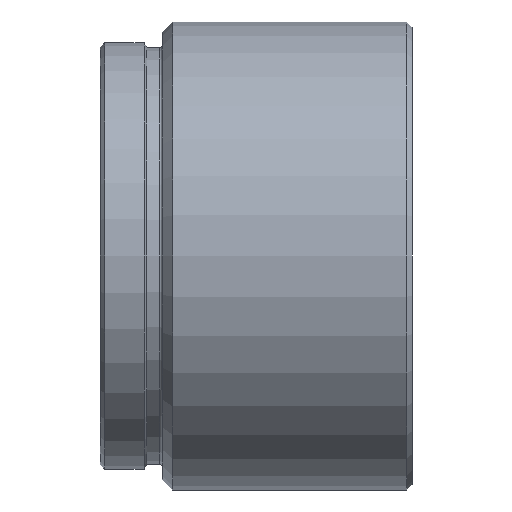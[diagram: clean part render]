
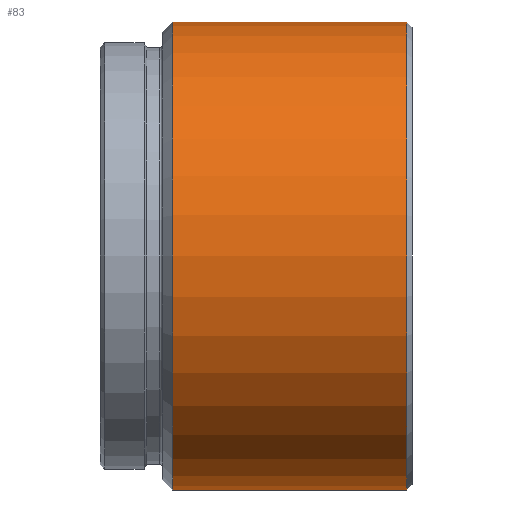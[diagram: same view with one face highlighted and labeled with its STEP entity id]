
A CAD part, front view. The second image highlights one B-rep face of the part: STEP entity #83.
In plain terms, the highlighted cylindrical face has radius 45 mm (diameter 90 mm), a partial arc.
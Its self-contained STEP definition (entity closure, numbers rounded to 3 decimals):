
#23 = CARTESIAN_POINT ( 'NONE',  ( 2., 0., -45. ) ) ;
#40 = DIRECTION ( 'NONE',  ( -1., 0., 0. ) ) ;
#56 = AXIS2_PLACEMENT_3D ( 'NONE', #390, #641, #98 ) ;
#83 = ADVANCED_FACE ( 'NONE', ( #419 ), #155, .T. ) ;
#98 = DIRECTION ( 'NONE',  ( 0., 0., 1. ) ) ;
#99 = ORIENTED_EDGE ( 'NONE', *, *, #174, .F. ) ;
#108 = LINE ( 'NONE', #136, #351 ) ;
#136 = CARTESIAN_POINT ( 'NONE',  ( -32.094, 0., -45. ) ) ;
#148 = ORIENTED_EDGE ( 'NONE', *, *, #203, .T. ) ;
#152 = VERTEX_POINT ( 'NONE', #514 ) ;
#155 = CYLINDRICAL_SURFACE ( 'NONE', #565, 45. ) ;
#174 = EDGE_CURVE ( 'NONE', #549, #352, #599, .T. ) ;
#203 = EDGE_CURVE ( 'NONE', #265, #352, #574, .T. ) ;
#265 = VERTEX_POINT ( 'NONE', #434 ) ;
#283 = DIRECTION ( 'NONE',  ( -1., 0., 0. ) ) ;
#347 = EDGE_CURVE ( 'NONE', #152, #265, #388, .T. ) ;
#349 = EDGE_CURVE ( 'NONE', #152, #549, #108, .T. ) ;
#351 = VECTOR ( 'NONE', #283, 1000. ) ;
#352 = VERTEX_POINT ( 'NONE', #587 ) ;
#356 = DIRECTION ( 'NONE',  ( 0., 0., 1. ) ) ;
#388 = CIRCLE ( 'NONE', #598, 45. ) ;
#390 = CARTESIAN_POINT ( 'NONE',  ( 2., 0., 0. ) ) ;
#414 = DIRECTION ( 'NONE',  ( -1., 0., 0. ) ) ;
#419 = FACE_OUTER_BOUND ( 'NONE', #426, .T. ) ;
#426 = EDGE_LOOP ( 'NONE', ( #499, #639, #148, #99 ) ) ;
#431 = DIRECTION ( 'NONE',  ( 0., 0., 1. ) ) ;
#434 = CARTESIAN_POINT ( 'NONE',  ( 47., 0., 45. ) ) ;
#441 = CARTESIAN_POINT ( 'NONE',  ( -32.094, 0., 45. ) ) ;
#445 = VECTOR ( 'NONE', #522, 1000. ) ;
#499 = ORIENTED_EDGE ( 'NONE', *, *, #349, .F. ) ;
#514 = CARTESIAN_POINT ( 'NONE',  ( 47., 0., -45. ) ) ;
#522 = DIRECTION ( 'NONE',  ( -1., 0., 0. ) ) ;
#549 = VERTEX_POINT ( 'NONE', #23 ) ;
#560 = CARTESIAN_POINT ( 'NONE',  ( -32.094, 0., 0. ) ) ;
#565 = AXIS2_PLACEMENT_3D ( 'NONE', #560, #414, #356 ) ;
#574 = LINE ( 'NONE', #441, #445 ) ;
#585 = CARTESIAN_POINT ( 'NONE',  ( 47., 0., 0. ) ) ;
#587 = CARTESIAN_POINT ( 'NONE',  ( 2., 0., 45. ) ) ;
#598 = AXIS2_PLACEMENT_3D ( 'NONE', #585, #40, #431 ) ;
#599 = CIRCLE ( 'NONE', #56, 45. ) ;
#639 = ORIENTED_EDGE ( 'NONE', *, *, #347, .T. ) ;
#641 = DIRECTION ( 'NONE',  ( -1., 0., 0. ) ) ;
